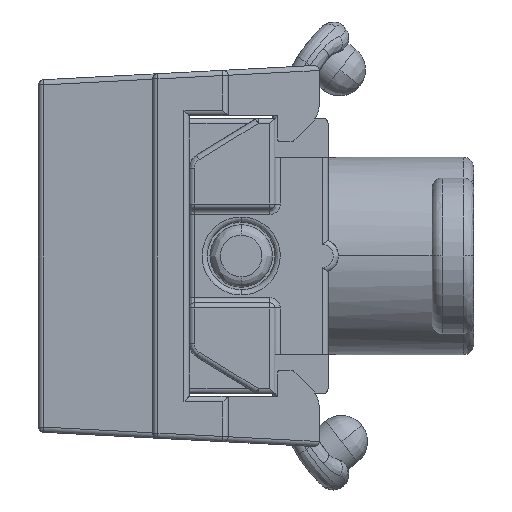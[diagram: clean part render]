
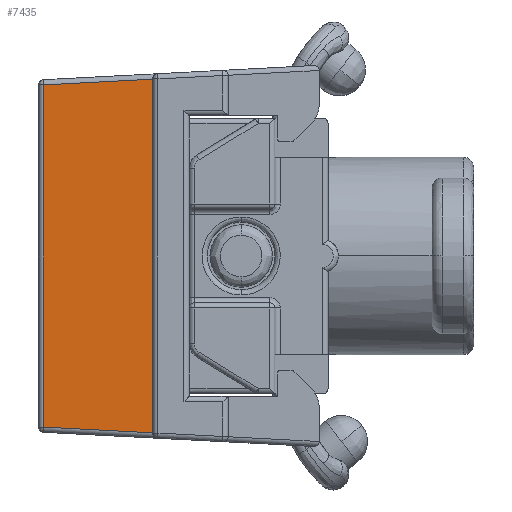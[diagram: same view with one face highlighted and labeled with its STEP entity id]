
A CAD part, left-side view. The second image highlights one B-rep face of the part: STEP entity #7435.
In plain terms, the highlighted planar face has unit normal (-0.999, 0.052, 0).
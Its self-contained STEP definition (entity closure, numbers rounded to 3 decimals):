
#693 = AXIS2_PLACEMENT_3D ( 'NONE', #11035, #11137, #13245 ) ;
#881 = ORIENTED_EDGE ( 'NONE', *, *, #1086, .T. ) ;
#1086 = EDGE_CURVE ( 'NONE', #5571, #13722, #1288, .T. ) ;
#1101 = CARTESIAN_POINT ( 'NONE',  ( -3.135, 5.475, -3.29 ) ) ;
#1264 = CARTESIAN_POINT ( 'NONE',  ( -3.245, 3.37, 3.4 ) ) ;
#1288 = LINE ( 'NONE', #7627, #9474 ) ;
#2321 = DIRECTION ( 'NONE',  ( 0.052, 0.997, -0.052 ) ) ;
#2549 = DIRECTION ( 'NONE',  ( 0., 0., 1. ) ) ;
#2581 = VERTEX_POINT ( 'NONE', #1101 ) ;
#2697 = VECTOR ( 'NONE', #10268, 1000. ) ;
#4244 = VECTOR ( 'NONE', #2549, 1000. ) ;
#5230 = ORIENTED_EDGE ( 'NONE', *, *, #7578, .F. ) ;
#5571 = VERTEX_POINT ( 'NONE', #1264 ) ;
#7065 = LINE ( 'NONE', #12118, #4244 ) ;
#7102 = VECTOR ( 'NONE', #13403, 1000. ) ;
#7435 = ADVANCED_FACE ( 'NONE', ( #9444 ), #13342, .T. ) ;
#7578 = EDGE_CURVE ( 'NONE', #9144, #2581, #13652, .T. ) ;
#7627 = CARTESIAN_POINT ( 'NONE',  ( -3.245, 3.37, 3.4 ) ) ;
#7824 = CARTESIAN_POINT ( 'NONE',  ( -3.245, 3.37, -3.4 ) ) ;
#8707 = LINE ( 'NONE', #9137, #2697 ) ;
#9137 = CARTESIAN_POINT ( 'NONE',  ( -3.135, 5.475, -10. ) ) ;
#9144 = VERTEX_POINT ( 'NONE', #7824 ) ;
#9231 = CARTESIAN_POINT ( 'NONE',  ( -3.135, 5.475, 3.29 ) ) ;
#9444 = FACE_OUTER_BOUND ( 'NONE', #12868, .T. ) ;
#9474 = VECTOR ( 'NONE', #2321, 1000. ) ;
#10268 = DIRECTION ( 'NONE',  ( 0., 0., -1. ) ) ;
#10434 = EDGE_CURVE ( 'NONE', #13722, #2581, #8707, .T. ) ;
#10764 = ORIENTED_EDGE ( 'NONE', *, *, #13187, .T. ) ;
#11035 = CARTESIAN_POINT ( 'NONE',  ( -3.245, 3.37, -10. ) ) ;
#11137 = DIRECTION ( 'NONE',  ( -0.999, 0.052, 0. ) ) ;
#12118 = CARTESIAN_POINT ( 'NONE',  ( -3.245, 3.37, 5.14 ) ) ;
#12215 = CARTESIAN_POINT ( 'NONE',  ( -3.263, 3.026, -3.418 ) ) ;
#12868 = EDGE_LOOP ( 'NONE', ( #5230, #10764, #881, #13745 ) ) ;
#13187 = EDGE_CURVE ( 'NONE', #9144, #5571, #7065, .T. ) ;
#13245 = DIRECTION ( 'NONE',  ( -0.052, -0.999, 0. ) ) ;
#13342 = PLANE ( 'NONE',  #693 ) ;
#13403 = DIRECTION ( 'NONE',  ( 0.052, 0.997, 0.052 ) ) ;
#13652 = LINE ( 'NONE', #12215, #7102 ) ;
#13722 = VERTEX_POINT ( 'NONE', #9231 ) ;
#13745 = ORIENTED_EDGE ( 'NONE', *, *, #10434, .T. ) ;
